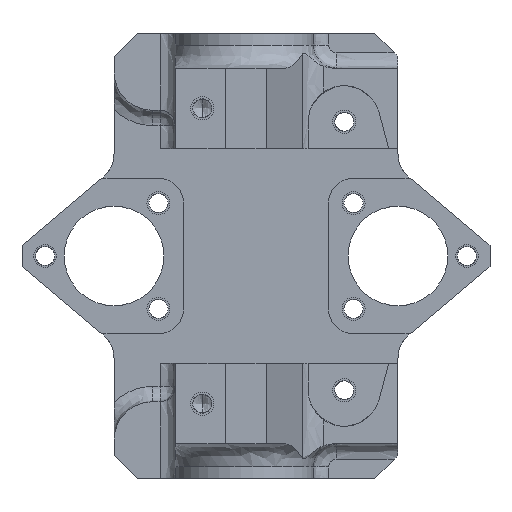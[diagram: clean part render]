
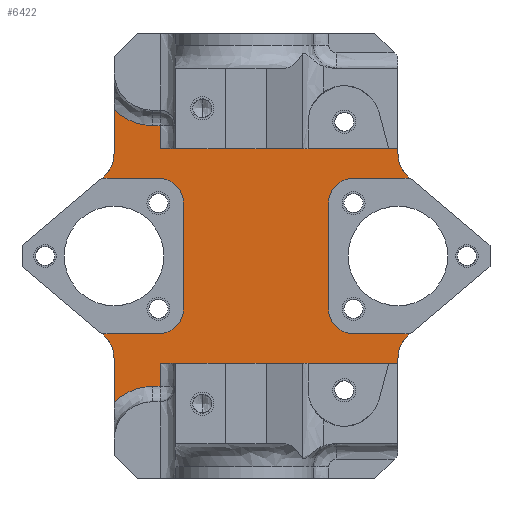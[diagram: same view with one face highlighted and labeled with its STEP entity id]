
A CAD part, front view. The second image highlights one B-rep face of the part: STEP entity #6422.
In plain terms, the highlighted free-form (B-spline) face has degree [1, 1] with [2, 2] control points.
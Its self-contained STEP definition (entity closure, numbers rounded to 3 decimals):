
#983=DIRECTION('',(-0.766,0.,0.643));
#984=VECTOR('',#983,0.194);
#985=CARTESIAN_POINT('',(-58.429,-7.85,-10.269));
#986=LINE('',#985,#984);
#1011=DIRECTION('',(0.,0.,-1.));
#1012=VECTOR('',#1011,3.);
#1013=CARTESIAN_POINT('',(-51.,-7.85,17.));
#1014=LINE('',#1013,#1012);
#1018=DIRECTION('',(0.,0.,-1.));
#1019=VECTOR('',#1018,3.);
#1020=CARTESIAN_POINT('',(-51.,-7.85,-14.));
#1021=LINE('',#1020,#1019);
#1025=DIRECTION('',(-1.,0.,0.));
#1026=VECTOR('',#1025,1.);
#1027=CARTESIAN_POINT('',(-51.,-7.85,-17.));
#1028=LINE('',#1027,#1026);
#1032=CARTESIAN_POINT('',(-52.,-7.85,-24.));
#1033=DIRECTION('',(0.,-1.,0.));
#1034=DIRECTION('',(0.,0.,1.));
#1035=AXIS2_PLACEMENT_3D('',#1032,#1033,#1034);
#1040=CARTESIAN_POINT('',(-52.,-7.85,24.));
#1041=DIRECTION('',(0.,-1.,0.));
#1042=DIRECTION('',(-0.714,0.,-0.7));
#1043=AXIS2_PLACEMENT_3D('',#1040,#1041,#1042);
#1048=DIRECTION('',(1.,0.,0.));
#1049=VECTOR('',#1048,1.);
#1050=CARTESIAN_POINT('',(-52.,-7.85,17.));
#1051=LINE('',#1050,#1049);
#1087=CARTESIAN_POINT('',(-57.,-7.85,19.101));
#1099=DIRECTION('',(0.,0.,-1.));
#1100=VECTOR('',#1099,5.768);
#1101=CARTESIAN_POINT('',(-57.,-7.85,-13.333));
#1102=LINE('',#1101,#1100);
#1120=DIRECTION('',(0.,0.,-1.));
#1121=VECTOR('',#1120,5.768);
#1122=CARTESIAN_POINT('',(-57.,-7.85,19.101));
#1123=LINE('',#1122,#1121);
#1148=CARTESIAN_POINT('',(-57.,-7.85,-19.101));
#1208=DIRECTION('',(1.,0.,0.));
#1209=VECTOR('',#1208,31.);
#1210=CARTESIAN_POINT('',(-51.,-7.85,-14.));
#1211=LINE('',#1210,#1209);
#1462=DIRECTION('',(-1.,0.,0.));
#1463=VECTOR('',#1462,31.);
#1464=CARTESIAN_POINT('',(-20.,-7.85,14.));
#1465=LINE('',#1464,#1463);
#2074=DIRECTION('',(0.,0.,-1.));
#2075=VECTOR('',#2074,0.667);
#2076=CARTESIAN_POINT('',(-20.,-7.85,14.));
#2077=LINE('',#2076,#2075);
#2102=DIRECTION('',(0.,0.,-1.));
#2103=VECTOR('',#2102,0.667);
#2104=CARTESIAN_POINT('',(-20.,-7.85,-13.333));
#2105=LINE('',#2104,#2103);
#3383=CARTESIAN_POINT('',(-16.,-7.85,13.333));
#3384=DIRECTION('',(0.,1.,0.));
#3385=DIRECTION('',(-0.643,0.,-0.766));
#3386=AXIS2_PLACEMENT_3D('',#3383,#3384,#3385);
#3391=DIRECTION('',(0.766,0.,-0.643));
#3392=VECTOR('',#3391,0.194);
#3393=CARTESIAN_POINT('',(-18.571,-7.85,10.269));
#3394=LINE('',#3393,#3392);
#3426=DIRECTION('',(0.766,0.,0.643));
#3427=VECTOR('',#3426,0.194);
#3428=CARTESIAN_POINT('',(-18.571,-7.85,-10.269));
#3429=LINE('',#3428,#3427);
#3454=DIRECTION('',(1.,0.,0.));
#3455=VECTOR('',#3454,7.363);
#3456=CARTESIAN_POINT('',(-25.785,-7.85,-10.144));
#3457=LINE('',#3456,#3455);
#3475=CARTESIAN_POINT('',(-25.785,-7.85,-6.894));
#3476=DIRECTION('',(0.,-1.,0.));
#3477=DIRECTION('',(-1.,0.,0.));
#3478=AXIS2_PLACEMENT_3D('',#3475,#3476,#3477);
#3490=DIRECTION('',(0.,0.,-1.));
#3491=VECTOR('',#3490,13.789);
#3492=CARTESIAN_POINT('',(-29.035,-7.85,6.894));
#3493=LINE('',#3492,#3491);
#3504=CARTESIAN_POINT('',(-25.785,-7.85,6.894));
#3505=DIRECTION('',(0.,-1.,0.));
#3506=DIRECTION('',(0.,0.,1.));
#3507=AXIS2_PLACEMENT_3D('',#3504,#3505,#3506);
#3519=DIRECTION('',(-1.,0.,0.));
#3520=VECTOR('',#3519,7.363);
#3521=CARTESIAN_POINT('',(-18.422,-7.85,10.144));
#3522=LINE('',#3521,#3520);
#3533=CARTESIAN_POINT('',(-16.,-7.85,-13.333));
#3534=DIRECTION('',(0.,1.,0.));
#3535=DIRECTION('',(-1.,0.,0.));
#3536=AXIS2_PLACEMENT_3D('',#3533,#3534,#3535);
#3747=CARTESIAN_POINT('',(-61.,-7.85,-13.333));
#3748=DIRECTION('',(0.,-1.,0.));
#3749=DIRECTION('',(1.,0.,0.));
#3750=AXIS2_PLACEMENT_3D('',#3747,#3748,#3749);
#3755=CARTESIAN_POINT('',(-61.,-7.85,13.333));
#3756=DIRECTION('',(0.,-1.,0.));
#3757=DIRECTION('',(0.643,0.,-0.766));
#3758=AXIS2_PLACEMENT_3D('',#3755,#3756,#3757);
#3763=DIRECTION('',(-0.766,0.,-0.643));
#3764=VECTOR('',#3763,0.194);
#3765=CARTESIAN_POINT('',(-58.429,-7.85,10.269));
#3766=LINE('',#3765,#3764);
#3791=DIRECTION('',(-1.,0.,0.));
#3792=VECTOR('',#3791,7.363);
#3793=CARTESIAN_POINT('',(-51.215,-7.85,10.144));
#3794=LINE('',#3793,#3792);
#3812=CARTESIAN_POINT('',(-51.215,-7.85,6.894));
#3813=DIRECTION('',(0.,-1.,0.));
#3814=DIRECTION('',(1.,0.,0.));
#3815=AXIS2_PLACEMENT_3D('',#3812,#3813,#3814);
#3827=DIRECTION('',(0.,0.,1.));
#3828=VECTOR('',#3827,13.789);
#3829=CARTESIAN_POINT('',(-47.965,-7.85,-6.894));
#3830=LINE('',#3829,#3828);
#3841=CARTESIAN_POINT('',(-51.215,-7.85,-6.894));
#3842=DIRECTION('',(0.,-1.,0.));
#3843=DIRECTION('',(0.,0.,-1.));
#3844=AXIS2_PLACEMENT_3D('',#3841,#3842,#3843);
#3849=DIRECTION('',(1.,0.,0.));
#3850=VECTOR('',#3849,7.363);
#3851=CARTESIAN_POINT('',(-58.578,-7.85,-10.144));
#3852=LINE('',#3851,#3850);
#5514=CARTESIAN_POINT('',(-51.,-7.85,-17.));
#5516=VERTEX_POINT('',#5514);
#5518=CARTESIAN_POINT('',(-51.,-7.85,-14.));
#5520=VERTEX_POINT('',#5518);
#5525=VERTEX_POINT('',#1148);
#5526=CARTESIAN_POINT('',(-51.,-7.85,17.));
#5528=VERTEX_POINT('',#5526);
#5530=VERTEX_POINT('',#1087);
#5535=CARTESIAN_POINT('',(-51.,-7.85,14.));
#5537=VERTEX_POINT('',#5535);
#5678=CARTESIAN_POINT('',(-20.,-7.85,14.));
#5679=CARTESIAN_POINT('',(-20.,-7.85,13.333));
#5680=VERTEX_POINT('',#5678);
#5681=VERTEX_POINT('',#5679);
#5682=CARTESIAN_POINT('',(-20.,-7.85,-13.333));
#5683=CARTESIAN_POINT('',(-20.,-7.85,-14.));
#5684=VERTEX_POINT('',#5682);
#5685=VERTEX_POINT('',#5683);
#5686=CARTESIAN_POINT('',(-58.429,-7.85,-10.269));
#5687=CARTESIAN_POINT('',(-58.578,-7.85,-10.144));
#5688=VERTEX_POINT('',#5686);
#5689=VERTEX_POINT('',#5687);
#5690=CARTESIAN_POINT('',(-57.,-7.85,-13.333));
#5691=VERTEX_POINT('',#5690);
#5692=CARTESIAN_POINT('',(-58.429,-7.85,10.269));
#5693=CARTESIAN_POINT('',(-57.,-7.85,13.333));
#5694=VERTEX_POINT('',#5692);
#5695=VERTEX_POINT('',#5693);
#5696=CARTESIAN_POINT('',(-58.578,-7.85,10.144));
#5697=VERTEX_POINT('',#5696);
#5698=CARTESIAN_POINT('',(-18.571,-7.85,10.269));
#5699=VERTEX_POINT('',#5698);
#5700=CARTESIAN_POINT('',(-18.422,-7.85,10.144));
#5701=VERTEX_POINT('',#5700);
#5702=CARTESIAN_POINT('',(-18.571,-7.85,-10.269));
#5703=CARTESIAN_POINT('',(-18.422,-7.85,-10.144));
#5704=VERTEX_POINT('',#5702);
#5705=VERTEX_POINT('',#5703);
#5706=CARTESIAN_POINT('',(-25.785,-7.85,10.144));
#5707=CARTESIAN_POINT('',(-29.035,-7.85,6.894));
#5708=VERTEX_POINT('',#5706);
#5709=VERTEX_POINT('',#5707);
#5710=CARTESIAN_POINT('',(-29.035,-7.85,-6.894));
#5711=VERTEX_POINT('',#5710);
#5712=CARTESIAN_POINT('',(-25.785,-7.85,-10.144));
#5713=VERTEX_POINT('',#5712);
#5714=CARTESIAN_POINT('',(-51.215,-7.85,-10.144));
#5715=VERTEX_POINT('',#5714);
#5716=CARTESIAN_POINT('',(-47.965,-7.85,-6.894));
#5717=VERTEX_POINT('',#5716);
#5718=CARTESIAN_POINT('',(-47.965,-7.85,6.894));
#5719=VERTEX_POINT('',#5718);
#5720=CARTESIAN_POINT('',(-51.215,-7.85,10.144));
#5721=VERTEX_POINT('',#5720);
#5722=CARTESIAN_POINT('',(-52.,-7.85,-17.));
#5723=VERTEX_POINT('',#5722);
#5728=CARTESIAN_POINT('',(-52.,-7.85,17.));
#5729=VERTEX_POINT('',#5728);
#6356=CARTESIAN_POINT('',(-59.381,-7.85,19.865));
#6357=CARTESIAN_POINT('',(-17.619,-7.85,19.865));
#6358=CARTESIAN_POINT('',(-59.381,-7.85,-19.865));
#6359=CARTESIAN_POINT('',(-17.619,-7.85,-19.865));
#6360=B_SPLINE_SURFACE_WITH_KNOTS('',1,1,((#6356,#6357),(#6358,#6359)),
.UNSPECIFIED.,.F.,.F.,.F.,(2,2),(2,2),(-43.865,-4.135),(
-2.381,39.381),.UNSPECIFIED.);
#6362=ORIENTED_EDGE('',*,*,#6361,.T.);
#6364=ORIENTED_EDGE('',*,*,#6363,.F.);
#6366=ORIENTED_EDGE('',*,*,#6365,.T.);
#6368=ORIENTED_EDGE('',*,*,#6367,.F.);
#6370=ORIENTED_EDGE('',*,*,#6369,.T.);
#6372=ORIENTED_EDGE('',*,*,#6371,.T.);
#6374=ORIENTED_EDGE('',*,*,#6373,.T.);
#6376=ORIENTED_EDGE('',*,*,#6375,.T.);
#6378=ORIENTED_EDGE('',*,*,#6377,.T.);
#6380=ORIENTED_EDGE('',*,*,#6379,.T.);
#6382=ORIENTED_EDGE('',*,*,#6381,.F.);
#6384=ORIENTED_EDGE('',*,*,#6383,.F.);
#6386=ORIENTED_EDGE('',*,*,#6385,.T.);
#6388=ORIENTED_EDGE('',*,*,#6387,.F.);
#6390=ORIENTED_EDGE('',*,*,#6389,.T.);
#6392=ORIENTED_EDGE('',*,*,#6391,.T.);
#6394=ORIENTED_EDGE('',*,*,#6393,.T.);
#6396=ORIENTED_EDGE('',*,*,#6395,.F.);
#6398=ORIENTED_EDGE('',*,*,#6397,.T.);
#6399=ORIENTED_EDGE('',*,*,#6343,.T.);
#6401=ORIENTED_EDGE('',*,*,#6400,.T.);
#6403=ORIENTED_EDGE('',*,*,#6402,.T.);
#6405=ORIENTED_EDGE('',*,*,#6404,.T.);
#6407=ORIENTED_EDGE('',*,*,#6406,.T.);
#6409=ORIENTED_EDGE('',*,*,#6408,.T.);
#6411=ORIENTED_EDGE('',*,*,#6410,.F.);
#6413=ORIENTED_EDGE('',*,*,#6412,.T.);
#6415=ORIENTED_EDGE('',*,*,#6414,.F.);
#6417=ORIENTED_EDGE('',*,*,#6416,.T.);
#6419=ORIENTED_EDGE('',*,*,#6418,.T.);
#6420=EDGE_LOOP('',(#6362,#6364,#6366,#6368,#6370,#6372,#6374,#6376,#6378,#6380,
#6382,#6384,#6386,#6388,#6390,#6392,#6394,#6396,#6398,#6399,#6401,#6403,#6405,
#6407,#6409,#6411,#6413,#6415,#6417,#6419));
#6421=FACE_OUTER_BOUND('',#6420,.F.);
#6422=ADVANCED_FACE('',(#6421),#6360,.T.);
#1036=CIRCLE('',#1035,7.);
#1044=CIRCLE('',#1043,7.);
#3387=CIRCLE('',#3386,4.);
#3479=CIRCLE('',#3478,3.25);
#3508=CIRCLE('',#3507,3.25);
#3537=CIRCLE('',#3536,4.);
#3751=CIRCLE('',#3750,4.);
#3759=CIRCLE('',#3758,4.);
#3816=CIRCLE('',#3815,3.25);
#3845=CIRCLE('',#3844,3.25);
#6343=EDGE_CURVE('',#5688,#5689,#986,.T.);
#6361=EDGE_CURVE('',#5528,#5537,#1014,.T.);
#6363=EDGE_CURVE('',#5680,#5537,#1465,.T.);
#6365=EDGE_CURVE('',#5680,#5681,#2077,.T.);
#6367=EDGE_CURVE('',#5699,#5681,#3387,.T.);
#6369=EDGE_CURVE('',#5699,#5701,#3394,.T.);
#6371=EDGE_CURVE('',#5701,#5708,#3522,.T.);
#6373=EDGE_CURVE('',#5708,#5709,#3508,.T.);
#6375=EDGE_CURVE('',#5709,#5711,#3493,.T.);
#6377=EDGE_CURVE('',#5711,#5713,#3479,.T.);
#6379=EDGE_CURVE('',#5713,#5705,#3457,.T.);
#6381=EDGE_CURVE('',#5704,#5705,#3429,.T.);
#6383=EDGE_CURVE('',#5684,#5704,#3537,.T.);
#6385=EDGE_CURVE('',#5684,#5685,#2105,.T.);
#6387=EDGE_CURVE('',#5520,#5685,#1211,.T.);
#6389=EDGE_CURVE('',#5520,#5516,#1021,.T.);
#6391=EDGE_CURVE('',#5516,#5723,#1028,.T.);
#6393=EDGE_CURVE('',#5723,#5525,#1036,.T.);
#6395=EDGE_CURVE('',#5691,#5525,#1102,.T.);
#6397=EDGE_CURVE('',#5691,#5688,#3751,.T.);
#6400=EDGE_CURVE('',#5689,#5715,#3852,.T.);
#6402=EDGE_CURVE('',#5715,#5717,#3845,.T.);
#6404=EDGE_CURVE('',#5717,#5719,#3830,.T.);
#6406=EDGE_CURVE('',#5719,#5721,#3816,.T.);
#6408=EDGE_CURVE('',#5721,#5697,#3794,.T.);
#6410=EDGE_CURVE('',#5694,#5697,#3766,.T.);
#6412=EDGE_CURVE('',#5694,#5695,#3759,.T.);
#6414=EDGE_CURVE('',#5530,#5695,#1123,.T.);
#6416=EDGE_CURVE('',#5530,#5729,#1044,.T.);
#6418=EDGE_CURVE('',#5729,#5528,#1051,.T.);
